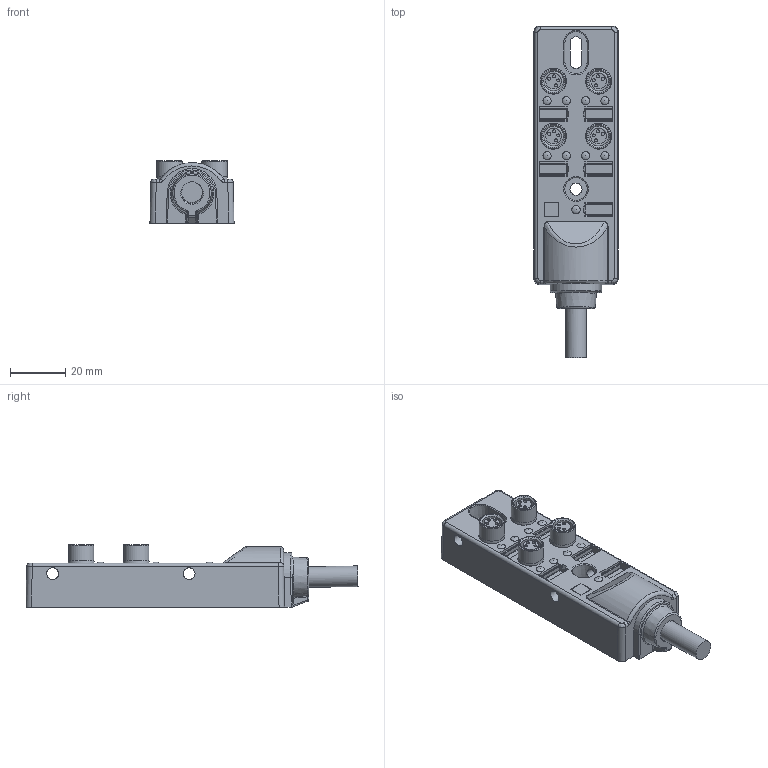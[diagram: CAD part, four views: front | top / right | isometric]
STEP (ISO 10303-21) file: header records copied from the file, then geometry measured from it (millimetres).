
FILE_DESCRIPTION(/* description */ (''),/* implementation_level */ '2;1');
FILE_NAME(/* name */ '4I_OM8-4P3C-m.stp',/* time_stamp */ '2018-07-12T15:36:59+02:00',/* author */ (''),/* organization */ (''),/* preprocessor_version */ 'ST-DEVELOPER v16',/* originating_system */ 'SIEMENS PLM Software NX 10.0',/* authorisation */ '');
FILE_SCHEMA (('AUTOMOTIVE_DESIGN { 1 0 10303 214 3 1 1 1 }'));
Length unit declared in the file: millimetre
Products named in the file (1): 4I_OM8-4P3C-m
Bounding box: 30.56 x 120.65 x 22.7 mm (x, y, z)
Volume: 48322.9 mm3; surface area: 13784.8 mm2
Topology: 1 solids, 1 shells, 444 faces, 1054 edges, 633 vertices
Faces by surface type: cylinder 183, plane 124, bspline 66, sphere 33, cone 20, torus 18
Full cylindrical faces by diameter (mm): 1.1 x16, 4.3 x4, 5.65 x4, 7.225 x4, 7.5 x1, 9.2 x4
Entity records: 12527 total; most frequent: CARTESIAN_POINT 3184, DIRECTION 2005, ORIENTED_EDGE 1800, EDGE_CURVE 900, AXIS2_PLACEMENT_3D 807, VERTEX_POINT 570, EDGE_LOOP 568, ADVANCED_FACE 444
